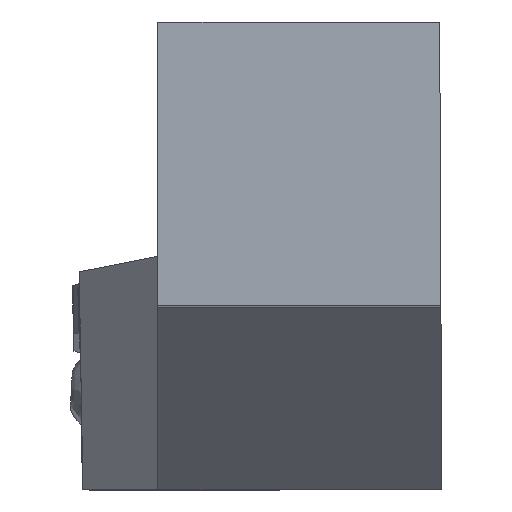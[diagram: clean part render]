
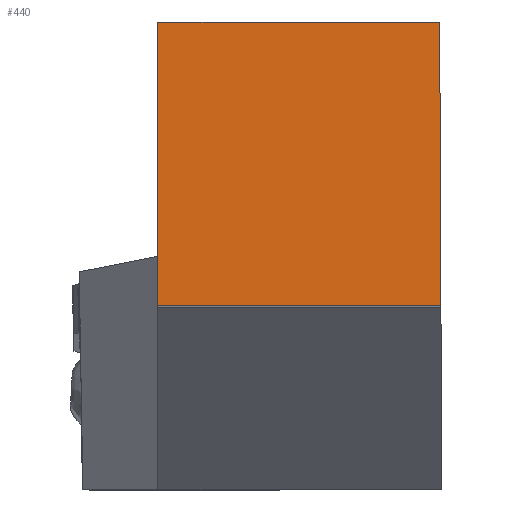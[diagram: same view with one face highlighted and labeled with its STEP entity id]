
A CAD part, top view. The second image highlights one B-rep face of the part: STEP entity #440.
In plain terms, the highlighted planar face has unit normal (0, 0, 1).
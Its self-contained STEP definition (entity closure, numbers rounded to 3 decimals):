
#307=FACE_OUTER_BOUND('',#723,.T.);
#440=ADVANCED_FACE('BLANK_BOXF006',(#307),#588,.F.);
#588=PLANE('',#2827);
#723=EDGE_LOOP('',(#924,#925,#926,#927));
#924=ORIENTED_EDGE('',*,*,#1925,.F.);
#925=ORIENTED_EDGE('',*,*,#1926,.F.);
#926=ORIENTED_EDGE('',*,*,#1920,.F.);
#927=ORIENTED_EDGE('',*,*,#1927,.F.);
#1664=VERTEX_POINT('',#3960);
#1665=VERTEX_POINT('',#3962);
#1667=VERTEX_POINT('',#3971);
#1668=VERTEX_POINT('',#3972);
#1920=EDGE_CURVE('',#1664,#1665,#2298,.T.);
#1925=EDGE_CURVE('',#1667,#1668,#2303,.T.);
#1926=EDGE_CURVE('',#1665,#1667,#2304,.T.);
#1927=EDGE_CURVE('',#1668,#1664,#2305,.T.);
#2298=LINE('',#3961,#2532);
#2303=LINE('',#3970,#2537);
#2304=LINE('',#3973,#2538);
#2305=LINE('',#3974,#2539);
#2532=VECTOR('',#3122,1.);
#2537=VECTOR('',#3131,1.);
#2538=VECTOR('',#3132,1.);
#2539=VECTOR('',#3133,1.);
#2827=AXIS2_PLACEMENT_3D('',#3975,#3134,#3135);
#3122=DIRECTION('',(0.004,-1.,0.));
#3131=DIRECTION('',(0.,1.,0.));
#3132=DIRECTION('',(-1.,0.,0.));
#3133=DIRECTION('',(1.,0.,0.));
#3134=DIRECTION('',(0.,0.,-1.));
#3135=DIRECTION('',(0.,-1.,0.));
#3960=CARTESIAN_POINT('',(-0.109,0.,0.));
#3961=CARTESIAN_POINT('',(-0.769,151.349,0.));
#3962=CARTESIAN_POINT('',(0.,-24.875,0.));
#3970=CARTESIAN_POINT('',(-24.875,-151.35,0.));
#3971=CARTESIAN_POINT('',(-24.875,-24.875,0.));
#3972=CARTESIAN_POINT('',(-24.875,0.,0.));
#3973=CARTESIAN_POINT('',(151.35,-24.875,0.));
#3974=CARTESIAN_POINT('',(-151.35,0.,0.));
#3975=CARTESIAN_POINT('',(-57.225,-40.875,0.));
